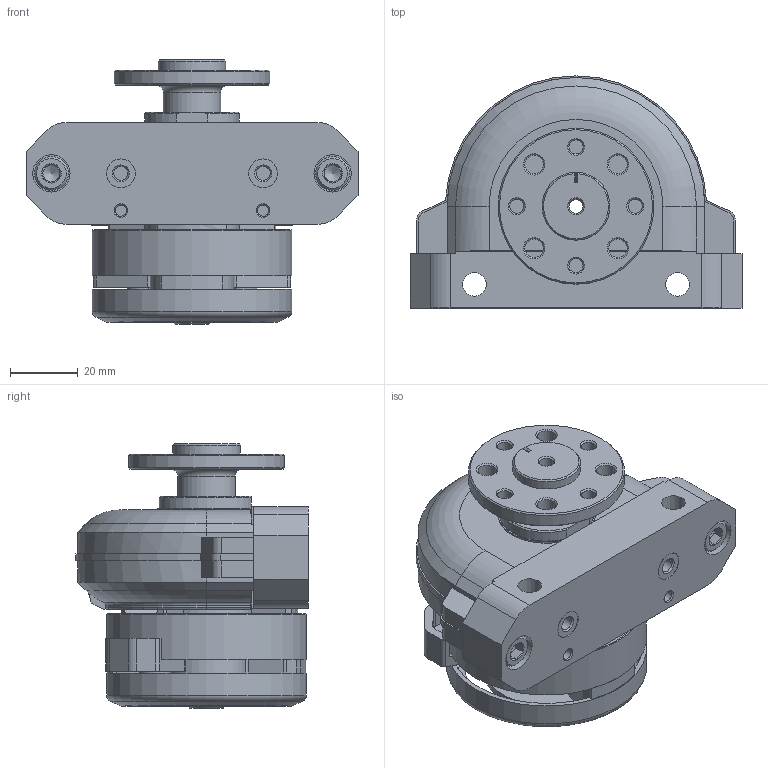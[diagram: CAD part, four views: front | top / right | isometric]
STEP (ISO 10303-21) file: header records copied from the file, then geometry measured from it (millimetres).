
FILE_DESCRIPTION(/* description */ ('STEP AP214'),/* implementation_level */ '2;1');
FILE_NAME(/* name */ '30656_DSRL-25-180-P-FW',/* time_stamp */ '2024-08-21T09:26:27+02:00',/* author */ ('License CC BY-ND 4.0'),/* organization */ ('CADENAS'),/* preprocessor_version */ 'ST-DEVELOPER v19.3',/* originating_system */ 'PARTsolutions',/* authorisation */ ' ');
FILE_SCHEMA (('AUTOMOTIVE_DESIGN {1 0 10303 214 3 1 1}'));
Length unit declared in the file: millimetre
Products named in the file (5): 30656 DSRL-25-180-P-FW---(0); 30656 DSRL-25-180-P-FW---(Geh); 332343 DSRL-25-180-P-FW---(Ks); 254344---(Kappe); 237956---(Schalt)
Assembly tree (5 placements, depth 2):
  30656 DSRL-25-180-P-FW---(0)
    30656 DSRL-25-180-P-FW---(Geh)
    332343 DSRL-25-180-P-FW---(Ks)
    254344---(Kappe)
    237956---(Schalt)  x2
Bounding box: 98 x 68.55 x 78 mm (x, y, z)
Volume: 169427.2 mm3; surface area: 61285.2 mm2
Topology: 5 solids, 5 shells, 591 faces, 1495 edges, 942 vertices
Faces by surface type: plane 290, cylinder 197, cone 87, torus 17
Full cylindrical faces by diameter (mm): 3.242 x2, 4.134 x9, 5 x2, 5.1 x2, 5.5 x4, 6 x4, 8.5 x4, 9 x1, 10 x2, 10.8 x2, 11 x4, 12 x1, 15 x3, 17 x1, 20 x3, 20.5 x1, 46 x1, 56 x2, 56.2 x1, 59 x2
Entity records: 15713 total; most frequent: CARTESIAN_POINT 2526, DIRECTION 2515, ORIENTED_EDGE 2210, EDGE_CURVE 1105, AXIS2_PLACEMENT_3D 965, VERTEX_POINT 754, FACE_BOUND 661, EDGE_LOOP 658
